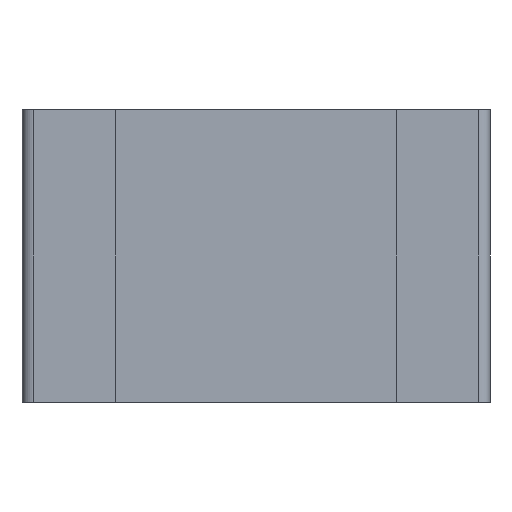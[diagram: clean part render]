
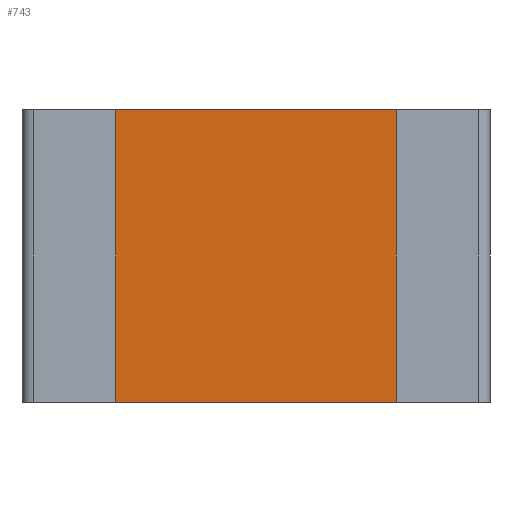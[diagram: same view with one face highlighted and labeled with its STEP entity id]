
A CAD part, front view. The second image highlights one B-rep face of the part: STEP entity #743.
In plain terms, the highlighted planar face has unit normal (0, -1, 0).
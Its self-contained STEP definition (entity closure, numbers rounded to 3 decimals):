
#52 = ORIENTED_EDGE ( 'NONE', *, *, #7182, .F. ) ;
#77 = CARTESIAN_POINT ( 'NONE',  ( -0.95, 0.05, 0.625 ) ) ;
#312 = DIRECTION ( 'NONE',  ( 1., 0., 0. ) ) ;
#318 = ORIENTED_EDGE ( 'NONE', *, *, #668, .F. ) ;
#435 = CARTESIAN_POINT ( 'NONE',  ( -0.95, 0.05, -0.625 ) ) ;
#668 = EDGE_CURVE ( 'NONE', #6308, #2031, #2863, .T. ) ;
#743 = ADVANCED_FACE ( 'NONE', ( #872 ), #2554, .F. ) ;
#872 = FACE_OUTER_BOUND ( 'NONE', #2155, .T. ) ;
#1545 = DIRECTION ( 'NONE',  ( -1., 0., 0. ) ) ;
#1627 = LINE ( 'NONE', #2170, #4413 ) ;
#2031 = VERTEX_POINT ( 'NONE', #7496 ) ;
#2155 = EDGE_LOOP ( 'NONE', ( #52, #6446, #318, #3928 ) ) ;
#2170 = CARTESIAN_POINT ( 'NONE',  ( -0.95, 0.05, -0.625 ) ) ;
#2175 = CARTESIAN_POINT ( 'NONE',  ( -0.95, 0.05, 0.625 ) ) ;
#2554 = PLANE ( 'NONE',  #3728 ) ;
#2863 = LINE ( 'NONE', #4136, #5455 ) ;
#3230 = VECTOR ( 'NONE', #312, 1000. ) ;
#3504 = EDGE_CURVE ( 'NONE', #5851, #6308, #7373, .T. ) ;
#3728 = AXIS2_PLACEMENT_3D ( 'NONE', #4862, #4333, #6616 ) ;
#3928 = ORIENTED_EDGE ( 'NONE', *, *, #3504, .F. ) ;
#4136 = CARTESIAN_POINT ( 'NONE',  ( 0.95, 0.05, -0.625 ) ) ;
#4333 = DIRECTION ( 'NONE',  ( 0., 1., 0. ) ) ;
#4375 = DIRECTION ( 'NONE',  ( 0., 0., 1. ) ) ;
#4413 = VECTOR ( 'NONE', #1545, 1000. ) ;
#4862 = CARTESIAN_POINT ( 'NONE',  ( 0., 0.05, 0. ) ) ;
#4943 = LINE ( 'NONE', #7236, #4945 ) ;
#4945 = VECTOR ( 'NONE', #4375, 1000. ) ;
#5455 = VECTOR ( 'NONE', #7001, 1000. ) ;
#5851 = VERTEX_POINT ( 'NONE', #77 ) ;
#6308 = VERTEX_POINT ( 'NONE', #6472 ) ;
#6400 = EDGE_CURVE ( 'NONE', #2031, #7082, #1627, .T. ) ;
#6446 = ORIENTED_EDGE ( 'NONE', *, *, #6400, .F. ) ;
#6472 = CARTESIAN_POINT ( 'NONE',  ( 0.95, 0.05, 0.625 ) ) ;
#6616 = DIRECTION ( 'NONE',  ( 0., 0., 1. ) ) ;
#7001 = DIRECTION ( 'NONE',  ( 0., 0., -1. ) ) ;
#7082 = VERTEX_POINT ( 'NONE', #435 ) ;
#7182 = EDGE_CURVE ( 'NONE', #7082, #5851, #4943, .T. ) ;
#7236 = CARTESIAN_POINT ( 'NONE',  ( -0.95, 0.05, -0.625 ) ) ;
#7373 = LINE ( 'NONE', #2175, #3230 ) ;
#7496 = CARTESIAN_POINT ( 'NONE',  ( 0.95, 0.05, -0.625 ) ) ;
